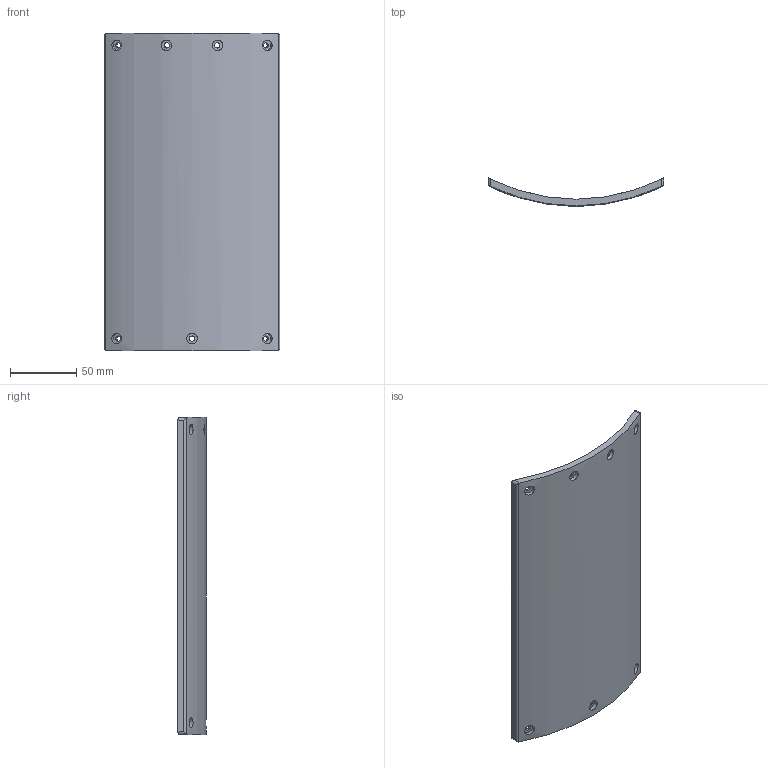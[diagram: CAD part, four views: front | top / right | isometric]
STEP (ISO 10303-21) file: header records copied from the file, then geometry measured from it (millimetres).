
FILE_DESCRIPTION(('HOOPS Exchange Step'),'2;1');
FILE_NAME('991bbfc7f07101e733570a8d9dd739cf20230106-1-1foaaun.SLDPRT.step','2023-01-06T13:51:51+00:00',('root'),('Unknown organisation'),'HOOPS Exchange 2021.0','HOOPS Exchange','Unknown authorisation');
FILE_SCHEMA( ('AUTOMOTIVE_DESIGN { 1 0 10303 214 1 1 1 1 }') );
Length unit declared in the file: millimetre
Products named in the file (2): Default; 991bbfc7f07101e733570a8d9dd739cf20230106-1-1foaaun
Assembly tree (1 placements, depth 2):
  991bbfc7f07101e733570a8d9dd739cf20230106-1-1foaaun
    Default
Bounding box: 132.98 x 21.27 x 240 mm (x, y, z)
Volume: 164240.4 mm3; surface area: 70712.4 mm2
Topology: 1 solids, 1 shells, 33 faces, 72 edges, 48 vertices
Faces by surface type: cylinder 22, plane 11
Full cylindrical faces by diameter (mm): 4 x7, 8 x7
Entity records: 2616 total; most frequent: CARTESIAN_POINT 1833, DIRECTION 144, ORIENTED_EDGE 144, EDGE_CURVE 72, AXIS2_PLACEMENT_3D 58, EDGE_LOOP 54, FACE_BOUND 54, VERTEX_POINT 48
